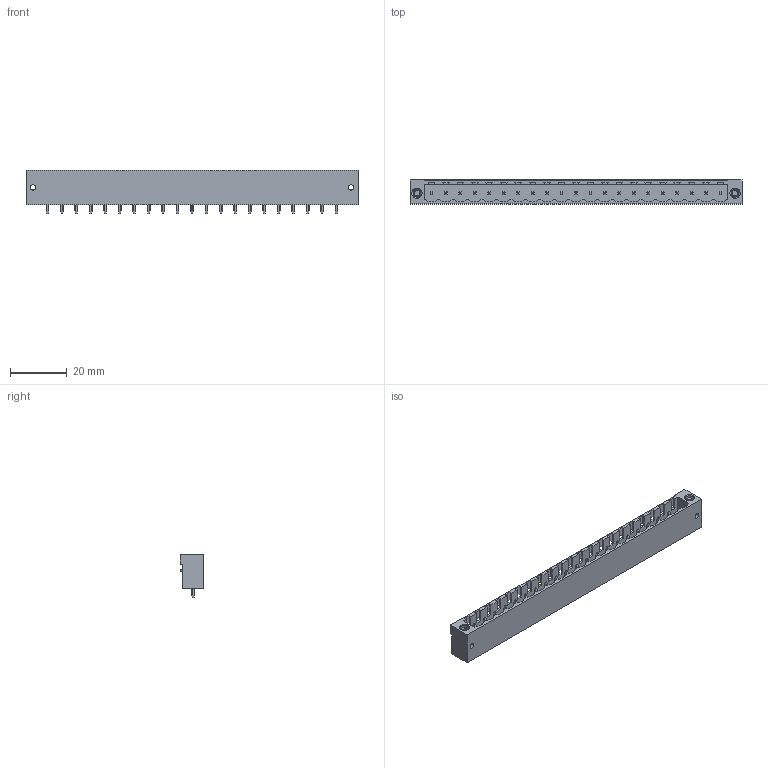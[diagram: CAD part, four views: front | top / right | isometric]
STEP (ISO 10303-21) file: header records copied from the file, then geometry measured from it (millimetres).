
FILE_DESCRIPTION(('CATIA V5 STEP Exchange','CAx-IF Rec.Pracs.--- Model Styling and Organization---1.2---2011-12-15'),'2;1');
FILE_NAME ('D1449202_0', '2018-10-27T03:36:52+00:00', ('none'), ('Weidmueller'), 'CATIA Version 5-6 Release 2014', 'CATIA V5 STEP AP214', 'none');
FILE_SCHEMA(('AUTOMOTIVE_DESIGN { 1 0 10303 214 1 1 1 1 }'));
Length unit declared in the file: millimetre
Products named in the file (1): 1149090000
Bounding box: 116.68 x 8.43 x 15.2 mm (x, y, z)
Volume: 5452.1 mm3; surface area: 8952.2 mm2
Topology: 24 solids, 24 shells, 869 faces, 2579 edges, 1720 vertices
Faces by surface type: plane 642, cylinder 211, cone 16
Entity records: 26933 total; most frequent: CARTESIAN_POINT 5963, ORIENTED_EDGE 5158, DIRECTION 3049, EDGE_CURVE 2579, VECTOR 1805, LINE 1805, VERTEX_POINT 1720, EDGE_LOOP 931
